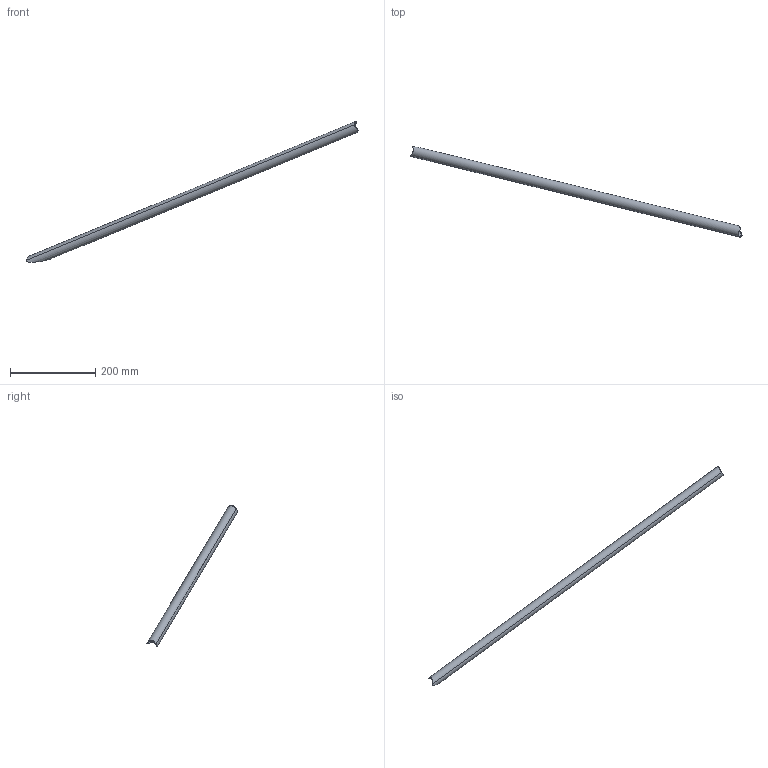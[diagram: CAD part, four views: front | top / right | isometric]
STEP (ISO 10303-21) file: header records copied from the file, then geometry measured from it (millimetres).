
FILE_DESCRIPTION(('STEP AP214'),'1');
FILE_NAME('301.stp','2018-12-06T12:36:33',(' '),(' '),'Spatial InterOp 3D',' ',' ');
FILE_SCHEMA(('automotive_design'));
Length unit declared in the file: metre
Products named in the file (1): Corps1
Bounding box: 779.87 x 212.54 x 330.85 mm (x, y, z)
Volume: 92236.3 mm3; surface area: 123425.7 mm2
Topology: 1 solids, 1 shells, 7 faces, 20 edges, 14 vertices
Faces by surface type: cylinder 6, bspline 1
Entity records: 718 total; most frequent: CARTESIAN_POINT 475, ORIENTED_EDGE 40, DIRECTION 22, EDGE_CURVE 20, VERTEX_POINT 14, B_SPLINE_CURVE_WITH_KNOTS 14, AXIS2_PLACEMENT_3D 9, STYLED_ITEM 8
